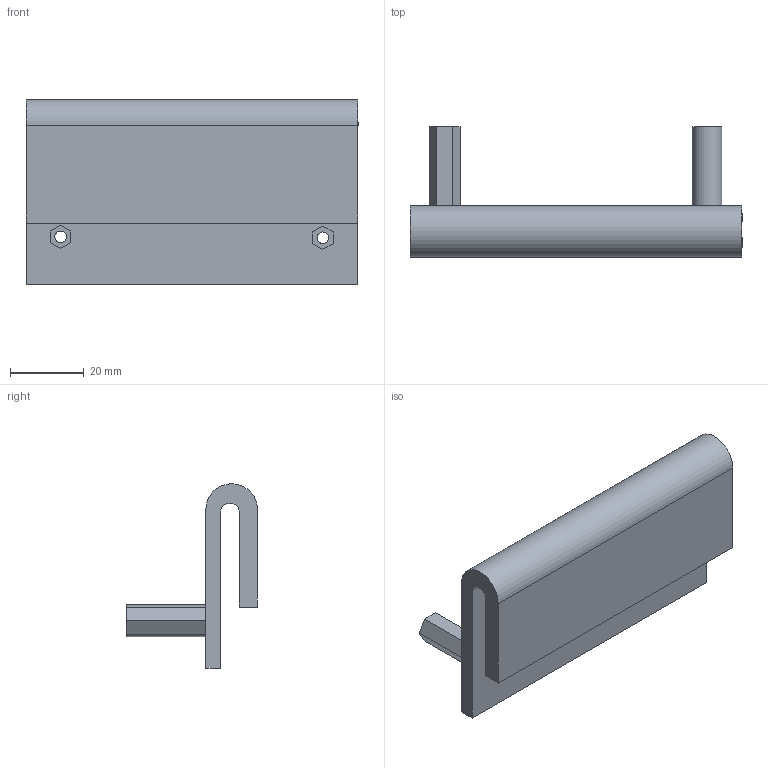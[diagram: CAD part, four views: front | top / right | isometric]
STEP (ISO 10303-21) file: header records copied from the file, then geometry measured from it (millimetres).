
FILE_DESCRIPTION(/* description */ (''),/* implementation_level */ '2;1');
FILE_NAME(/* name */ 'b4a34396-42c6-4697-8fcc-866eccb97078.stp',/* time_stamp */ '2018-05-13T09:52:24+00:00',/* author */ (''),/* organization */ (''),/* preprocessor_version */ 'ST-DEVELOPER v17',/* originating_system */ 'Autodesk Translation Framework v7.1.0.215',/* authorisation */ '');
FILE_SCHEMA (('AUTOMOTIVE_DESIGN { 1 0 10303 214 3 1 1 }'));
Length unit declared in the file: millimetre
Products named in the file (4): pocketchip-akro-bin-mount; pocketchip-pencil-peg; pocketchip-pen-peg; pocketchip-clip
Assembly tree (3 placements, depth 2):
  pocketchip-akro-bin-mount
    pocketchip-pencil-peg
    pocketchip-pen-peg
    pocketchip-clip
Bounding box: 90 x 35.5 x 49.99 mm (x, y, z)
Volume: 34627 mm3; surface area: 18742.7 mm2
Topology: 3 solids, 3 shells, 50 faces, 121 edges, 82 vertices
Faces by surface type: plane 38, cylinder 12
Full cylindrical faces by diameter (mm): 3.15 x4, 6 x1, 6.5 x2
Entity records: 1619 total; most frequent: DIRECTION 263, CARTESIAN_POINT 260, ORIENTED_EDGE 242, EDGE_CURVE 121, LINE 93, VECTOR 93, AXIS2_PLACEMENT_3D 85, VERTEX_POINT 82
